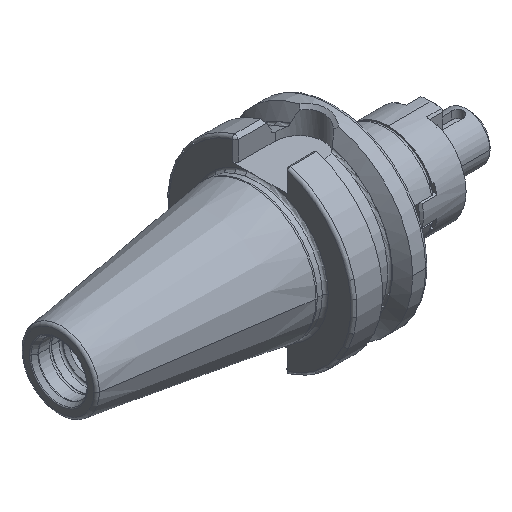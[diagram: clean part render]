
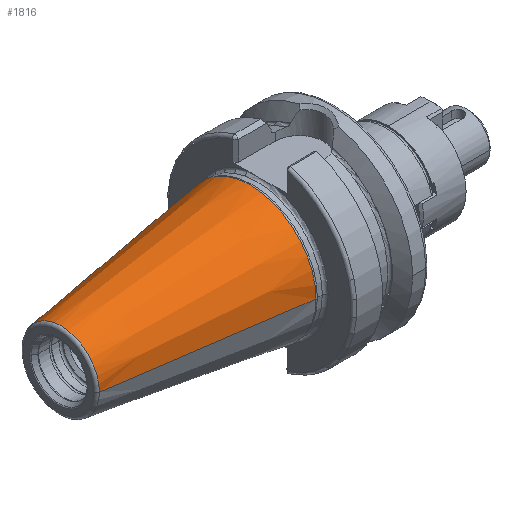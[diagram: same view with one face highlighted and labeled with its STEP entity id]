
A CAD part, isometric view. The second image highlights one B-rep face of the part: STEP entity #1816.
In plain terms, the highlighted conical face has half-angle 8.298 degrees and reference radius 17.426 mm.
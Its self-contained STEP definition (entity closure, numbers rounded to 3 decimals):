
#37=CARTESIAN_POINT('',(-64.544,0.,0.));
#38=DIRECTION('',(1.,0.,0.));
#39=DIRECTION('',(0.,1.,0.));
#40=AXIS2_PLACEMENT_3D('',#37,#38,#39);
#42=CARTESIAN_POINT('',(-1.267,0.,0.));
#43=DIRECTION('',(1.,0.,0.));
#44=DIRECTION('',(0.,1.,0.));
#45=AXIS2_PLACEMENT_3D('',#42,#43,#44);
#47=DIRECTION('',(-0.99,-0.144,0.));
#48=VECTOR('',#47,63.947);
#49=CARTESIAN_POINT('',(-1.267,22.04,0.));
#50=LINE('',#49,#48);
#51=DIRECTION('',(-0.99,0.144,0.));
#52=VECTOR('',#51,63.947);
#53=CARTESIAN_POINT('',(-1.267,-22.04,0.));
#54=LINE('',#53,#52);
#1450=CARTESIAN_POINT('',(-64.544,12.812,0.));
#1452=VERTEX_POINT('',#1450);
#1454=CARTESIAN_POINT('',(-64.544,-12.812,0.));
#1456=VERTEX_POINT('',#1454);
#1669=CARTESIAN_POINT('',(-1.267,22.04,0.));
#1670=VERTEX_POINT('',#1669);
#1671=CARTESIAN_POINT('',(-1.267,-22.04,0.));
#1672=VERTEX_POINT('',#1671);
#1802=CARTESIAN_POINT('',(-32.906,0.,0.));
#1803=DIRECTION('',(1.,0.,0.));
#1804=DIRECTION('',(0.,-1.,0.));
#1805=AXIS2_PLACEMENT_3D('',#1802,#1803,#1804);
#1806=CONICAL_SURFACE('',#1805,17.426,8.298);
#1808=ORIENTED_EDGE('',*,*,#1807,.F.);
#1810=ORIENTED_EDGE('',*,*,#1809,.T.);
#1812=ORIENTED_EDGE('',*,*,#1811,.T.);
#1813=ORIENTED_EDGE('',*,*,#1795,.F.);
#1814=EDGE_LOOP('',(#1808,#1810,#1812,#1813));
#1815=FACE_OUTER_BOUND('',#1814,.F.);
#1816=ADVANCED_FACE('',(#1815),#1806,.T.);
#41=CIRCLE('',#40,12.812);
#46=CIRCLE('',#45,22.04);
#1795=EDGE_CURVE('',#1452,#1456,#41,.T.);
#1807=EDGE_CURVE('',#1670,#1452,#50,.T.);
#1809=EDGE_CURVE('',#1670,#1672,#46,.T.);
#1811=EDGE_CURVE('',#1672,#1456,#54,.T.);
